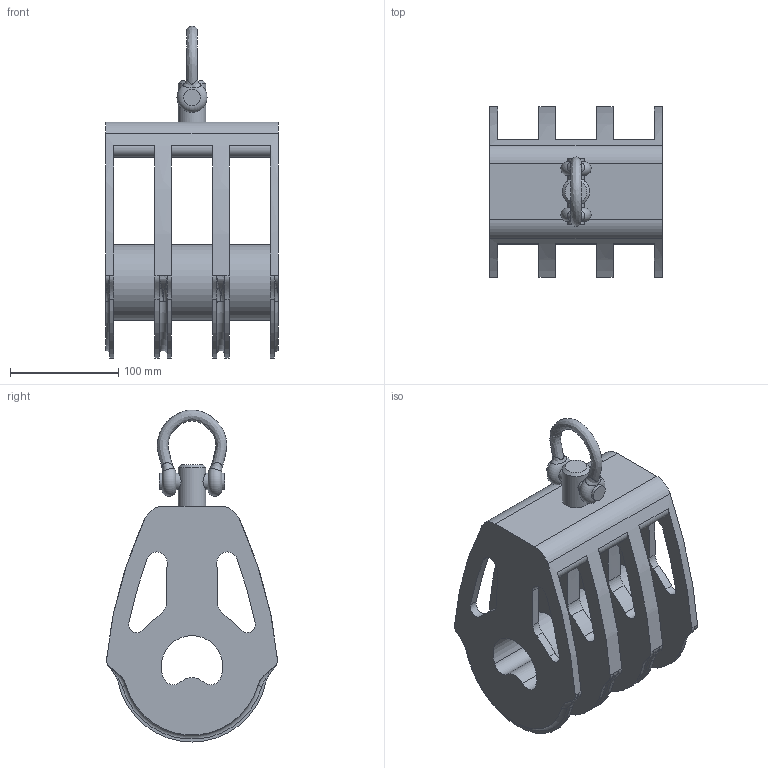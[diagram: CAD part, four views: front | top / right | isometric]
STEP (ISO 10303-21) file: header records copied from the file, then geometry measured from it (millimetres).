
FILE_DESCRIPTION( ( '' ), ' ' );
FILE_NAME( '5bdfb870f9b3621509577f05.step', '2018-11-05T03:26:41', ( '' ), ( '' ), ' ', ' ', ' ' );
FILE_SCHEMA( ( 'AUTOMOTIVE_DESIGN { 1 0 10303 214 1 1 1 1 }' ) );
Length unit declared in the file: metre
Products named in the file (1): Triple Block
Bounding box: 160.02 x 158.26 x 307.32 mm (x, y, z)
Volume: 1516851 mm3; surface area: 278261.1 mm2
Topology: 1 solids, 1 shells, 147 faces, 421 edges, 267 vertices
Faces by surface type: cylinder 50, extrusion 42, bspline 27, plane 21, torus 6, cone 1
Full cylindrical faces by diameter (mm): 15.24 x4, 25.4 x1, 69.85 x3
Entity records: 11410 total; most frequent: CARTESIAN_POINT 6886, ORIENTED_EDGE 778, DIRECTION 510, EDGE_CURVE 389, VERTEX_POINT 263, B_SPLINE_CURVE_WITH_KNOTS 210, EDGE_LOOP 190, AXIS2_PLACEMENT_3D 186
